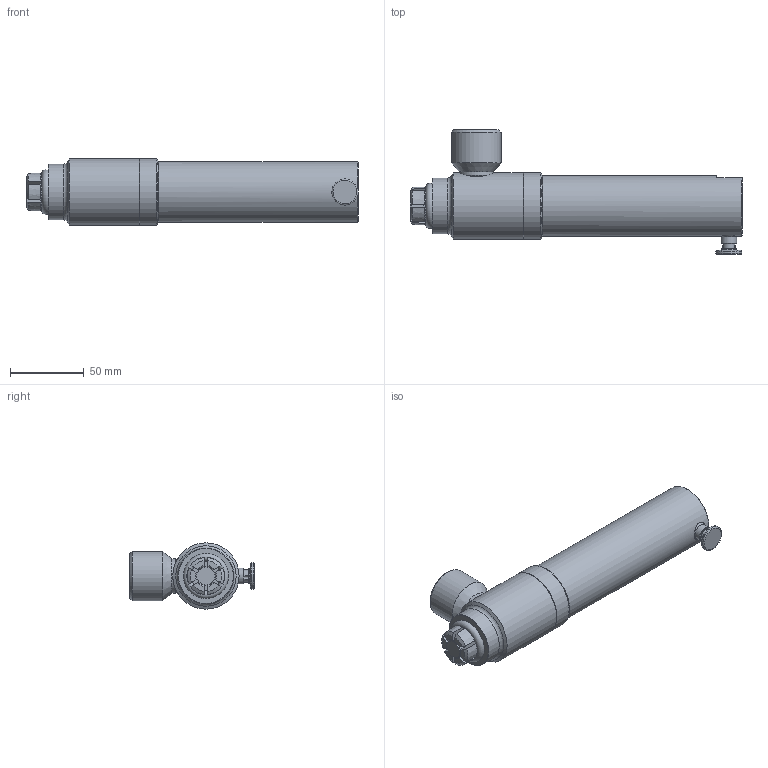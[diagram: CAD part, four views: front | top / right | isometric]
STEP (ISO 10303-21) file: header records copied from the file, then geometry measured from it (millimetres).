
FILE_DESCRIPTION(/* description */ (''),/* implementation_level */ '2;1');
FILE_NAME(/* name */ 'FNV122121.stp',/* time_stamp */ '2016-08-16T10:02:17-05:00',/* author */ ('scottg'),/* organization */ ('FasTest,Inc.'),/* preprocessor_version */ 'ST-DEVELOPER v16.1',/* originating_system */ 'Autodesk Inventor 2016',/* authorisation */ '');
FILE_SCHEMA (('AUTOMOTIVE_DESIGN { 1 0 10303 214 3 1 1 }'));
Length unit declared in the file: inch
Products named in the file (1): FNV122121
Bounding box: 225.71 x 84.57 x 45.09 mm (x, y, z)
Volume: 315754.6 mm3; surface area: 40353 mm2
Topology: 1 solids, 1 shells, 143 faces, 379 edges, 246 vertices
Faces by surface type: cone 50, plane 36, cylinder 29, torus 26, sphere 2
Full cylindrical faces by diameter (mm): 6.147 x1, 7.95 x1, 9.271 x1, 10.668 x1, 12.421 x1, 17.78 x1, 22.631 x1, 23.368 x1, 33.655 x1, 37.871 x1, 41.275 x1, 45.085 x2
Entity records: 4674 total; most frequent: CARTESIAN_POINT 1433, ORIENTED_EDGE 648, DIRECTION 608, EDGE_CURVE 324, AXIS2_PLACEMENT_3D 279, VERTEX_POINT 229, EDGE_LOOP 187, FACE_OUTER_BOUND 142
